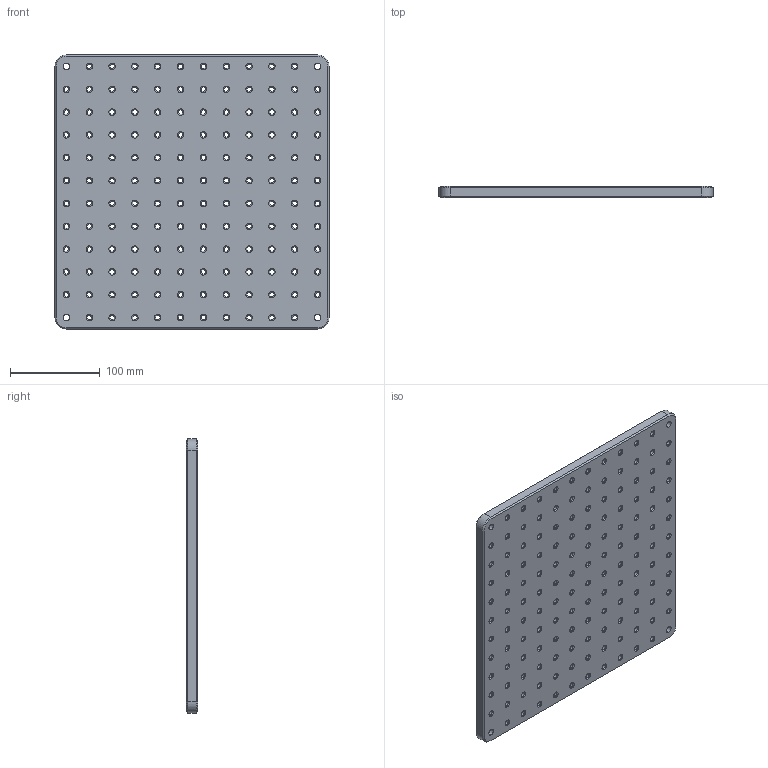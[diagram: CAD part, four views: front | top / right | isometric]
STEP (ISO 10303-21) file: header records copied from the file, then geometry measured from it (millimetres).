
FILE_DESCRIPTION((''),'2;1');
FILE_NAME('SA2-11_ASM','2020-08-24T04:20:32',('Administrator'),(''),'CREO PARAMETRIC BY PTC INC, 2019030','CREO PARAMETRIC BY PTC INC, 2019030','');
FILE_SCHEMA(('AUTOMOTIVE_DESIGN { 1 0 10303 214 1 1 1 1 }'));
Length unit declared in the file: inch
Products named in the file (2): _SA2-11; SA2-11_ASM
Assembly tree (1 placements, depth 2):
  SA2-11_ASM
    _SA2-11
Bounding box: 304.8 x 12.7 x 304.8 mm (x, y, z)
Volume: 1132794.8 mm3; surface area: 220218.6 mm2
Topology: 1 solids, 1 shells, 894 faces, 2080 edges, 1192 vertices
Faces by surface type: cone 576, cylinder 300, plane 18
Entity records: 32527 total; most frequent: DIRECTION 5096, CARTESIAN_POINT 4201, ORIENTED_EDGE 4160, AXIS2_PLACEMENT_3D 2093, EDGE_CURVE 2080, VERTEX_POINT 1192, EDGE_LOOP 1186, CIRCLE 1176
